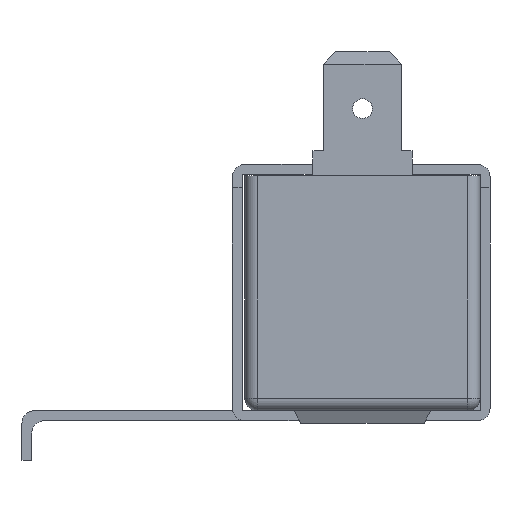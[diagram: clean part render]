
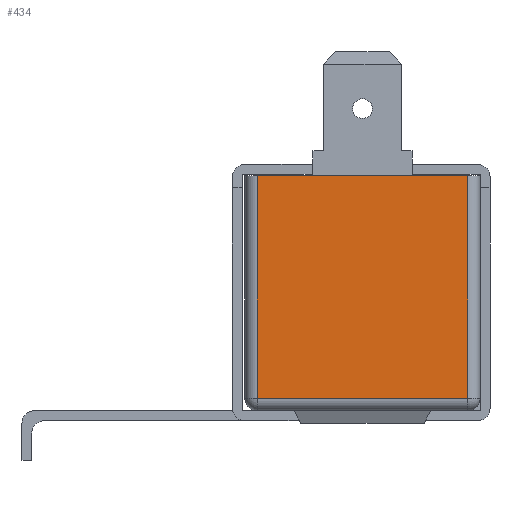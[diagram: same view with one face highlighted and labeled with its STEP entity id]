
A CAD part, left-side view. The second image highlights one B-rep face of the part: STEP entity #434.
In plain terms, the highlighted planar face has unit normal (-1, 0, 0).
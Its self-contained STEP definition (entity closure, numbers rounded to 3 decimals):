
#64 = EDGE_LOOP ( 'NONE', ( #889, #1956, #5111, #2080 ) ) ;
#234 = FACE_OUTER_BOUND ( 'NONE', #64, .T. ) ;
#434 = ADVANCED_FACE ( 'NONE', ( #234 ), #3091, .F. ) ;
#889 = ORIENTED_EDGE ( 'NONE', *, *, #3600, .T. ) ;
#939 = VERTEX_POINT ( 'NONE', #3734 ) ;
#1044 = DIRECTION ( 'NONE',  ( 0., 0., 1. ) ) ;
#1065 = EDGE_CURVE ( 'NONE', #4298, #939, #2319, .T. ) ;
#1328 = EDGE_CURVE ( 'NONE', #4833, #4298, #4492, .T. ) ;
#1741 = CARTESIAN_POINT ( 'NONE',  ( -18.803, 38.113, 64.547 ) ) ;
#1956 = ORIENTED_EDGE ( 'NONE', *, *, #1328, .T. ) ;
#1959 = CARTESIAN_POINT ( 'NONE',  ( -18.803, 56.113, 82.547 ) ) ;
#2080 = ORIENTED_EDGE ( 'NONE', *, *, #2960, .F. ) ;
#2087 = VECTOR ( 'NONE', #4344, 1000. ) ;
#2180 = CARTESIAN_POINT ( 'NONE',  ( -18.803, 38.113, 82.547 ) ) ;
#2186 = VECTOR ( 'NONE', #1044, 1000. ) ;
#2198 = LINE ( 'NONE', #1959, #2087 ) ;
#2292 = CARTESIAN_POINT ( 'NONE',  ( -18.803, 56.113, 82.547 ) ) ;
#2319 = LINE ( 'NONE', #4259, #2186 ) ;
#2343 = DIRECTION ( 'NONE',  ( 0., -1., 0. ) ) ;
#2412 = CARTESIAN_POINT ( 'NONE',  ( -18.803, 56.113, 64.547 ) ) ;
#2516 = CARTESIAN_POINT ( 'NONE',  ( -18.803, 39.113, 64.547 ) ) ;
#2709 = LINE ( 'NONE', #5088, #3639 ) ;
#2912 = VERTEX_POINT ( 'NONE', #2292 ) ;
#2960 = EDGE_CURVE ( 'NONE', #2912, #939, #2709, .T. ) ;
#3058 = VECTOR ( 'NONE', #4101, 1000. ) ;
#3091 = PLANE ( 'NONE',  #4222 ) ;
#3297 = DIRECTION ( 'NONE',  ( 0., 1., 0. ) ) ;
#3600 = EDGE_CURVE ( 'NONE', #2912, #4833, #2198, .T. ) ;
#3639 = VECTOR ( 'NONE', #2343, 1000. ) ;
#3734 = CARTESIAN_POINT ( 'NONE',  ( -18.803, 39.113, 82.547 ) ) ;
#4101 = DIRECTION ( 'NONE',  ( 0., -1., 0. ) ) ;
#4222 = AXIS2_PLACEMENT_3D ( 'NONE', #2180, #4533, #3297 ) ;
#4259 = CARTESIAN_POINT ( 'NONE',  ( -18.803, 39.113, 82.547 ) ) ;
#4298 = VERTEX_POINT ( 'NONE', #2516 ) ;
#4344 = DIRECTION ( 'NONE',  ( 0., 0., -1. ) ) ;
#4492 = LINE ( 'NONE', #1741, #3058 ) ;
#4533 = DIRECTION ( 'NONE',  ( 1., 0., 0. ) ) ;
#4833 = VERTEX_POINT ( 'NONE', #2412 ) ;
#5088 = CARTESIAN_POINT ( 'NONE',  ( -18.803, 38.113, 82.547 ) ) ;
#5111 = ORIENTED_EDGE ( 'NONE', *, *, #1065, .T. ) ;
